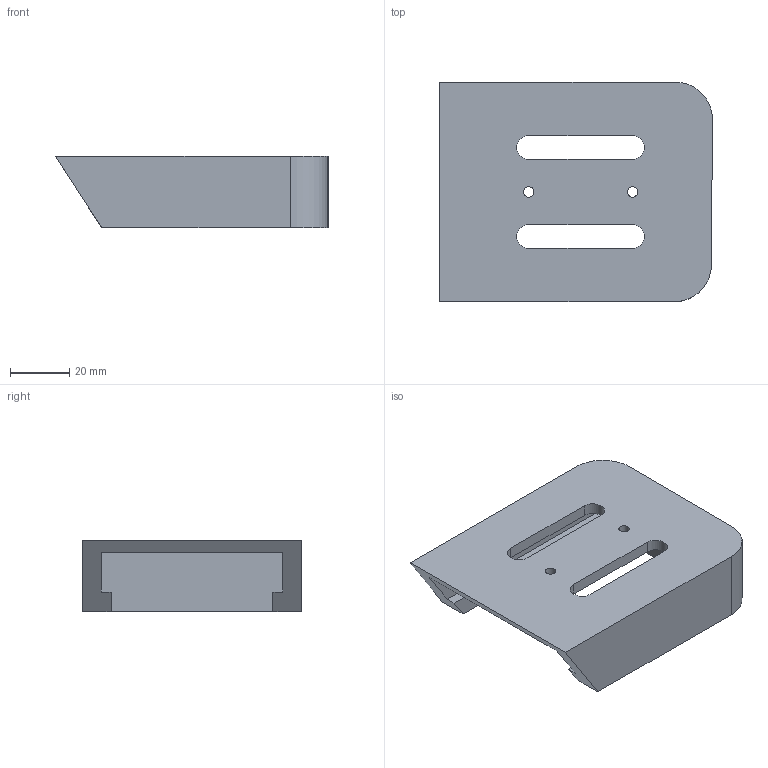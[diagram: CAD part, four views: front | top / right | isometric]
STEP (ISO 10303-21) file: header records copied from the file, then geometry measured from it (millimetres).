
FILE_DESCRIPTION(/* description */ (''),/* implementation_level */ '2;1');
FILE_NAME(/* name */ '',/* time_stamp */ '2025-11-16T14:49:40+03:00',/* author */ (''),/* organization */ (''),/* preprocessor_version */ 'ST-DEVELOPER v20.1',/* originating_system */ 'Autodesk Translation Framework v14.21.0.0',/* authorisation */ '');
FILE_SCHEMA (('AUTOMOTIVE_DESIGN { 1 0 10303 214 3 1 1 }'));
Length unit declared in the file: millimetre
Products named in the file (1): (Unsaved)
Bounding box: 91.94 x 74 x 24 mm (x, y, z)
Volume: 55842.8 mm3; surface area: 23952.5 mm2
Topology: 1 solids, 1 shells, 28 faces, 76 edges, 50 vertices
Faces by surface type: plane 18, cylinder 8, cone 2
Full cylindrical faces by diameter (mm): 3.5 x2
Entity records: 931 total; most frequent: CARTESIAN_POINT 155, ORIENTED_EDGE 152, DIRECTION 152, EDGE_CURVE 76, LINE 58, VECTOR 58, VERTEX_POINT 50, AXIS2_PLACEMENT_3D 47
